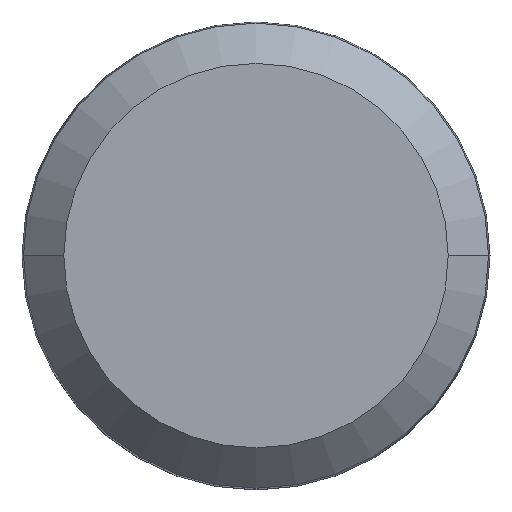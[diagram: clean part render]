
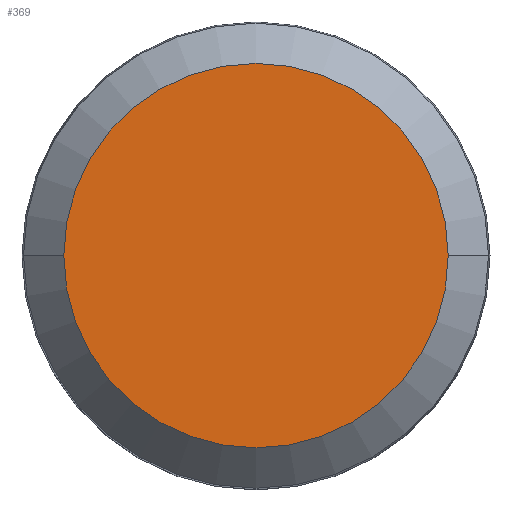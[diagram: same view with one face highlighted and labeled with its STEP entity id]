
A CAD part, top view. The second image highlights one B-rep face of the part: STEP entity #369.
In plain terms, the highlighted planar face has unit normal (0, 0, 1).
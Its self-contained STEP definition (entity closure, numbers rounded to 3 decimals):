
#19 = CARTESIAN_POINT ( 'NONE',  ( 0., 0., 0. ) ) ;
#296 = VERTEX_POINT ( 'NONE', #740 ) ;
#316 = EDGE_LOOP ( 'NONE', ( #951, #722 ) ) ;
#369 = ADVANCED_FACE ( 'NONE', ( #473 ), #663, .F. ) ;
#388 = DIRECTION ( 'NONE',  ( 0., 0., 1. ) ) ;
#398 = CARTESIAN_POINT ( 'NONE',  ( 15.128, 0., 0. ) ) ;
#473 = FACE_OUTER_BOUND ( 'NONE', #316, .T. ) ;
#488 = DIRECTION ( 'NONE',  ( 1., 0., 0. ) ) ;
#541 = EDGE_CURVE ( 'NONE', #890, #296, #800, .T. ) ;
#561 = AXIS2_PLACEMENT_3D ( 'NONE', #768, #855, #488 ) ;
#663 = PLANE ( 'NONE',  #716 ) ;
#664 = CIRCLE ( 'NONE', #561, 15.128 ) ;
#716 = AXIS2_PLACEMENT_3D ( 'NONE', #898, #889, #975 ) ;
#722 = ORIENTED_EDGE ( 'NONE', *, *, #541, .T. ) ;
#740 = CARTESIAN_POINT ( 'NONE',  ( -15.128, 0., 0. ) ) ;
#741 = EDGE_CURVE ( 'NONE', #296, #890, #664, .T. ) ;
#768 = CARTESIAN_POINT ( 'NONE',  ( 0., 0., 0. ) ) ;
#800 = CIRCLE ( 'NONE', #941, 15.128 ) ;
#855 = DIRECTION ( 'NONE',  ( 0., 0., 1. ) ) ;
#889 = DIRECTION ( 'NONE',  ( 0., 0., -1. ) ) ;
#890 = VERTEX_POINT ( 'NONE', #398 ) ;
#898 = CARTESIAN_POINT ( 'NONE',  ( 0., 0., 0. ) ) ;
#924 = DIRECTION ( 'NONE',  ( 1., 0., 0. ) ) ;
#941 = AXIS2_PLACEMENT_3D ( 'NONE', #19, #388, #924 ) ;
#951 = ORIENTED_EDGE ( 'NONE', *, *, #741, .T. ) ;
#975 = DIRECTION ( 'NONE',  ( -1., 0., 0. ) ) ;
